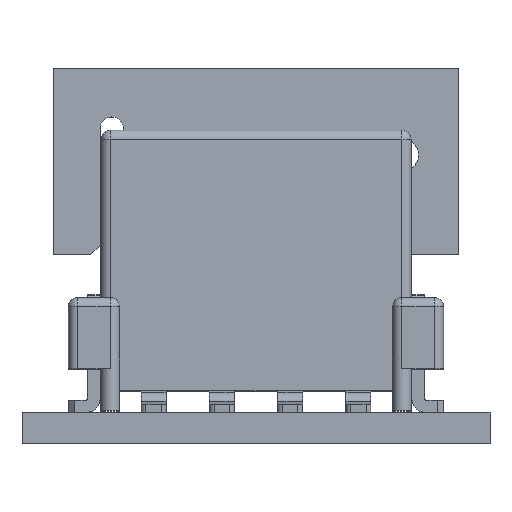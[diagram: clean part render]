
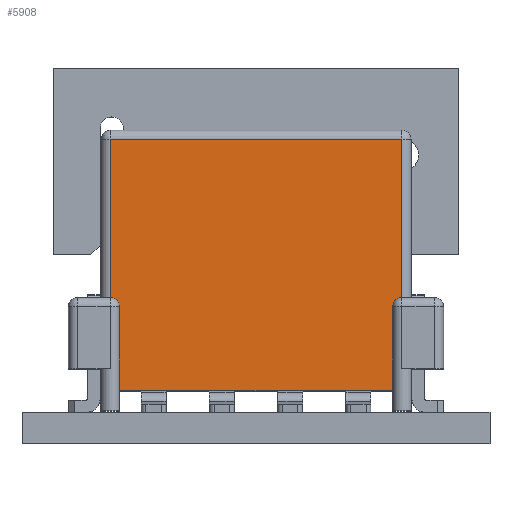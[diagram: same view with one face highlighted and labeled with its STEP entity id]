
A CAD part, top view. The second image highlights one B-rep face of the part: STEP entity #5908.
In plain terms, the highlighted planar face has unit normal (0, 0, 1).
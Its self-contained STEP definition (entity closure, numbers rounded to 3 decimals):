
#357 = AXIS2_PLACEMENT_3D ( 'NONE', #8446, #8400, #8351 ) ;
#479 = EDGE_LOOP ( 'NONE', ( #14594, #6772, #12386, #3385, #4790, #2837, #5351, #9450 ) ) ;
#1100 = VERTEX_POINT ( 'NONE', #6988 ) ;
#1320 = LINE ( 'NONE', #4475, #6670 ) ;
#1387 = VERTEX_POINT ( 'NONE', #10876 ) ;
#1571 = VERTEX_POINT ( 'NONE', #13623 ) ;
#2159 = VERTEX_POINT ( 'NONE', #3250 ) ;
#2192 = EDGE_CURVE ( 'NONE', #1387, #10429, #13551, .T. ) ;
#2558 = CARTESIAN_POINT ( 'NONE',  ( -4.4, 7.8, 2.55 ) ) ;
#2600 = CIRCLE ( 'NONE', #357, 0.3 ) ;
#2837 = ORIENTED_EDGE ( 'NONE', *, *, #14750, .T. ) ;
#3018 = CARTESIAN_POINT ( 'NONE',  ( 4.7, 3., 2.55 ) ) ;
#3250 = CARTESIAN_POINT ( 'NONE',  ( -4.7, 8.1, 2.55 ) ) ;
#3385 = ORIENTED_EDGE ( 'NONE', *, *, #12892, .F. ) ;
#3745 = PLANE ( 'NONE',  #11882 ) ;
#3844 = CARTESIAN_POINT ( 'NONE',  ( -4.7, 3., 2.55 ) ) ;
#3895 = CARTESIAN_POINT ( 'NONE',  ( 4.4, 0., 2.55 ) ) ;
#4190 = FACE_OUTER_BOUND ( 'NONE', #479, .T. ) ;
#4299 = EDGE_CURVE ( 'NONE', #1571, #14343, #2600, .T. ) ;
#4475 = CARTESIAN_POINT ( 'NONE',  ( -4.7, 3., 2.55 ) ) ;
#4790 = ORIENTED_EDGE ( 'NONE', *, *, #14734, .T. ) ;
#4849 = DIRECTION ( 'NONE',  ( 0., 0., -1. ) ) ;
#4859 = CARTESIAN_POINT ( 'NONE',  ( 4.4, 7.8, 2.55 ) ) ;
#4914 = DIRECTION ( 'NONE',  ( 0., -1., 0. ) ) ;
#5201 = CARTESIAN_POINT ( 'NONE',  ( -4.7, 2.7, 2.55 ) ) ;
#5351 = ORIENTED_EDGE ( 'NONE', *, *, #12873, .T. ) ;
#5908 = ADVANCED_FACE ( 'NONE', ( #4190 ), #3745, .F. ) ;
#5952 = VERTEX_POINT ( 'NONE', #3844 ) ;
#6357 = DIRECTION ( 'NONE',  ( -1., 0., 0. ) ) ;
#6670 = VECTOR ( 'NONE', #12599, 1000. ) ;
#6772 = ORIENTED_EDGE ( 'NONE', *, *, #14396, .F. ) ;
#6988 = CARTESIAN_POINT ( 'NONE',  ( 4.7, 8.1, 2.55 ) ) ;
#7373 = VECTOR ( 'NONE', #14890, 1000. ) ;
#7531 = DIRECTION ( 'NONE',  ( 0., -1., 0. ) ) ;
#8351 = DIRECTION ( 'NONE',  ( 1., 0., 0. ) ) ;
#8400 = DIRECTION ( 'NONE',  ( 0., 0., 1. ) ) ;
#8446 = CARTESIAN_POINT ( 'NONE',  ( 4.7, 2.7, 2.55 ) ) ;
#8827 = DIRECTION ( 'NONE',  ( 0., -1., 0. ) ) ;
#9409 = LINE ( 'NONE', #3018, #12896 ) ;
#9450 = ORIENTED_EDGE ( 'NONE', *, *, #2192, .T. ) ;
#9493 = CARTESIAN_POINT ( 'NONE',  ( -4.4, 0., 2.55 ) ) ;
#9732 = VECTOR ( 'NONE', #4914, 1000. ) ;
#9973 = CARTESIAN_POINT ( 'NONE',  ( -4.4, 7.8, 2.55 ) ) ;
#10396 = VECTOR ( 'NONE', #8827, 1000. ) ;
#10429 = VERTEX_POINT ( 'NONE', #9493 ) ;
#10744 = CARTESIAN_POINT ( 'NONE',  ( -4.4, 0., 2.55 ) ) ;
#10876 = CARTESIAN_POINT ( 'NONE',  ( -4.4, 2.7, 2.55 ) ) ;
#11361 = CARTESIAN_POINT ( 'NONE',  ( -5., 8.1, 2.55 ) ) ;
#11679 = CARTESIAN_POINT ( 'NONE',  ( 4.4, 2.7, 2.55 ) ) ;
#11759 = VECTOR ( 'NONE', #11832, 1000. ) ;
#11832 = DIRECTION ( 'NONE',  ( 1., 0., 0. ) ) ;
#11882 = AXIS2_PLACEMENT_3D ( 'NONE', #2558, #4849, #12953 ) ;
#12386 = ORIENTED_EDGE ( 'NONE', *, *, #4299, .F. ) ;
#12545 = CIRCLE ( 'NONE', #12785, 0.3 ) ;
#12599 = DIRECTION ( 'NONE',  ( 0., -1., 0. ) ) ;
#12785 = AXIS2_PLACEMENT_3D ( 'NONE', #5201, #13296, #6357 ) ;
#12857 = LINE ( 'NONE', #4859, #9732 ) ;
#12873 = EDGE_CURVE ( 'NONE', #5952, #1387, #12545, .T. ) ;
#12892 = EDGE_CURVE ( 'NONE', #1100, #1571, #9409, .T. ) ;
#12896 = VECTOR ( 'NONE', #7531, 1000. ) ;
#12953 = DIRECTION ( 'NONE',  ( -1., 0., 0. ) ) ;
#13210 = LINE ( 'NONE', #11361, #7373 ) ;
#13296 = DIRECTION ( 'NONE',  ( 0., 0., -1. ) ) ;
#13551 = LINE ( 'NONE', #9973, #10396 ) ;
#13623 = CARTESIAN_POINT ( 'NONE',  ( 4.7, 3., 2.55 ) ) ;
#14343 = VERTEX_POINT ( 'NONE', #11679 ) ;
#14396 = EDGE_CURVE ( 'NONE', #14343, #14458, #12857, .T. ) ;
#14458 = VERTEX_POINT ( 'NONE', #3895 ) ;
#14459 = EDGE_CURVE ( 'NONE', #10429, #14458, #14865, .T. ) ;
#14594 = ORIENTED_EDGE ( 'NONE', *, *, #14459, .T. ) ;
#14734 = EDGE_CURVE ( 'NONE', #1100, #2159, #13210, .T. ) ;
#14750 = EDGE_CURVE ( 'NONE', #2159, #5952, #1320, .T. ) ;
#14865 = LINE ( 'NONE', #10744, #11759 ) ;
#14890 = DIRECTION ( 'NONE',  ( -1., 0., 0. ) ) ;
